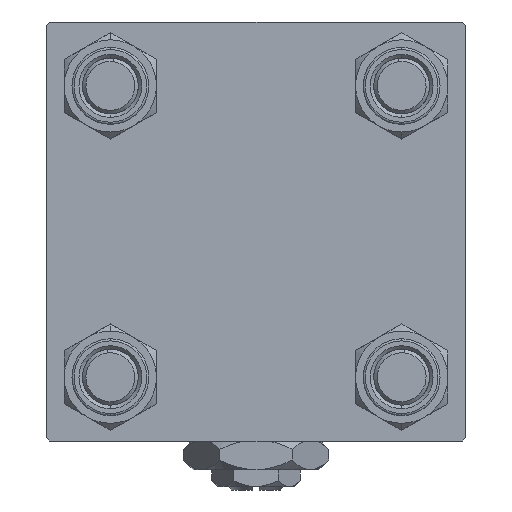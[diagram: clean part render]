
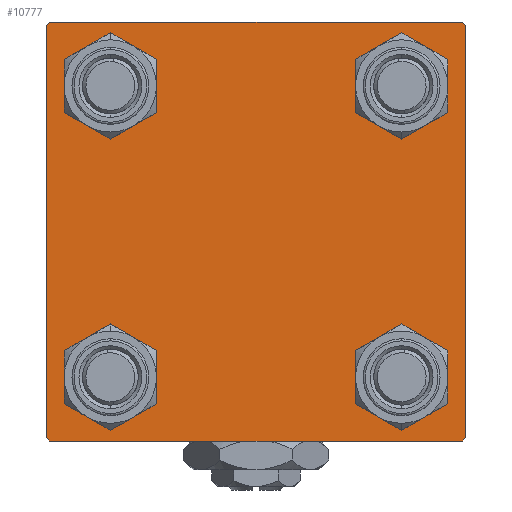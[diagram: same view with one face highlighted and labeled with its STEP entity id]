
A CAD part, left-side view. The second image highlights one B-rep face of the part: STEP entity #10777.
In plain terms, the highlighted planar face has unit normal (-1, 0, 0).
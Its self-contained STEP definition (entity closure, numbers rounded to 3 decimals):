
#147 = VECTOR ( 'NONE', #32487, 1000. ) ;
#593 = VECTOR ( 'NONE', #28997, 1000. ) ;
#798 = EDGE_CURVE ( 'NONE', #17498, #38224, #4987, .T. ) ;
#2517 = AXIS2_PLACEMENT_3D ( 'NONE', #29764, #50292, #25442 ) ;
#3949 = VERTEX_POINT ( 'NONE', #25772 ) ;
#3983 = DIRECTION ( 'NONE',  ( 1., 0., 0. ) ) ;
#4065 = VECTOR ( 'NONE', #49872, 1000. ) ;
#4088 = ORIENTED_EDGE ( 'NONE', *, *, #37657, .T. ) ;
#4795 = VERTEX_POINT ( 'NONE', #48468 ) ;
#4987 = LINE ( 'NONE', #16910, #4065 ) ;
#5360 = CARTESIAN_POINT ( 'NONE',  ( 0., 30., 29.5 ) ) ;
#5430 = CARTESIAN_POINT ( 'NONE',  ( 0., -20.85, -25.35 ) ) ;
#5554 = DIRECTION ( 'NONE',  ( 1., 0., 0. ) ) ;
#5781 = CARTESIAN_POINT ( 'NONE',  ( 0., -20.85, 20.85 ) ) ;
#5854 = LINE ( 'NONE', #22368, #19253 ) ;
#6325 = CARTESIAN_POINT ( 'NONE',  ( 0., 29.5, -30. ) ) ;
#6446 = AXIS2_PLACEMENT_3D ( 'NONE', #14209, #30709, #19088 ) ;
#6547 = CARTESIAN_POINT ( 'NONE',  ( 0., -20.85, -16.35 ) ) ;
#6549 = ORIENTED_EDGE ( 'NONE', *, *, #28768, .T. ) ;
#6601 = VECTOR ( 'NONE', #14759, 1000. ) ;
#6936 = DIRECTION ( 'NONE',  ( 0., -1., 0. ) ) ;
#7018 = DIRECTION ( 'NONE',  ( 0., 0., 1. ) ) ;
#8479 = EDGE_CURVE ( 'NONE', #23985, #45883, #44137, .T. ) ;
#9005 = VERTEX_POINT ( 'NONE', #14311 ) ;
#9454 = DIRECTION ( 'NONE',  ( 0., 0., 1. ) ) ;
#10074 = ORIENTED_EDGE ( 'NONE', *, *, #38069, .T. ) ;
#10432 = CIRCLE ( 'NONE', #37230, 4.5 ) ;
#10777 = ADVANCED_FACE ( 'NONE', ( #44601, #44865, #40024, #12148, #44067 ), #15669, .T. ) ;
#11617 = DIRECTION ( 'NONE',  ( 0., 0., 1. ) ) ;
#12112 = EDGE_CURVE ( 'NONE', #3949, #38224, #35932, .T. ) ;
#12148 = FACE_BOUND ( 'NONE', #32956, .T. ) ;
#12182 = CARTESIAN_POINT ( 'NONE',  ( 0., 29.75, 29.75 ) ) ;
#13824 = ORIENTED_EDGE ( 'NONE', *, *, #33289, .T. ) ;
#14078 = VECTOR ( 'NONE', #26403, 1000. ) ;
#14209 = CARTESIAN_POINT ( 'NONE',  ( 0., 20.85, 20.85 ) ) ;
#14311 = CARTESIAN_POINT ( 'NONE',  ( 0., 20.85, 25.35 ) ) ;
#14759 = DIRECTION ( 'NONE',  ( 0., 0.707, 0.707 ) ) ;
#14778 = VERTEX_POINT ( 'NONE', #24499 ) ;
#14795 = CARTESIAN_POINT ( 'NONE',  ( 0., 20.85, 16.35 ) ) ;
#15669 = PLANE ( 'NONE',  #16416 ) ;
#16305 = CIRCLE ( 'NONE', #2517, 4.5 ) ;
#16416 = AXIS2_PLACEMENT_3D ( 'NONE', #45139, #32180, #7018 ) ;
#16535 = EDGE_CURVE ( 'NONE', #29507, #38149, #16305, .T. ) ;
#16753 = EDGE_CURVE ( 'NONE', #45883, #23985, #46509, .T. ) ;
#16910 = CARTESIAN_POINT ( 'NONE',  ( 0., -30., 30. ) ) ;
#16934 = CARTESIAN_POINT ( 'NONE',  ( 0., -20.85, -20.85 ) ) ;
#17498 = VERTEX_POINT ( 'NONE', #46258 ) ;
#17591 = CARTESIAN_POINT ( 'NONE',  ( 0., 20.85, -20.85 ) ) ;
#17742 = CARTESIAN_POINT ( 'NONE',  ( 0., 20.85, 20.85 ) ) ;
#18645 = VERTEX_POINT ( 'NONE', #5360 ) ;
#19088 = DIRECTION ( 'NONE',  ( 0., 0., 1. ) ) ;
#19253 = VECTOR ( 'NONE', #31023, 1000. ) ;
#20175 = CIRCLE ( 'NONE', #25323, 4.5 ) ;
#20617 = LINE ( 'NONE', #29791, #593 ) ;
#20986 = EDGE_CURVE ( 'NONE', #4795, #14778, #10432, .T. ) ;
#21314 = ORIENTED_EDGE ( 'NONE', *, *, #50507, .T. ) ;
#21745 = ORIENTED_EDGE ( 'NONE', *, *, #12112, .T. ) ;
#22368 = CARTESIAN_POINT ( 'NONE',  ( 0., 30., 30. ) ) ;
#22606 = CARTESIAN_POINT ( 'NONE',  ( 0., -29.75, 29.75 ) ) ;
#22868 = CIRCLE ( 'NONE', #6446, 4.5 ) ;
#22888 = ORIENTED_EDGE ( 'NONE', *, *, #41436, .T. ) ;
#23985 = VERTEX_POINT ( 'NONE', #53362 ) ;
#24356 = EDGE_CURVE ( 'NONE', #14778, #4795, #24428, .T. ) ;
#24428 = CIRCLE ( 'NONE', #39078, 4.5 ) ;
#24499 = CARTESIAN_POINT ( 'NONE',  ( 0., 20.85, -16.35 ) ) ;
#25317 = DIRECTION ( 'NONE',  ( 1., 0., 0. ) ) ;
#25323 = AXIS2_PLACEMENT_3D ( 'NONE', #17742, #5554, #30163 ) ;
#25442 = DIRECTION ( 'NONE',  ( 0., 0., 1. ) ) ;
#25772 = CARTESIAN_POINT ( 'NONE',  ( 0., -29.5, -30. ) ) ;
#26403 = DIRECTION ( 'NONE',  ( 0., -1., 0. ) ) ;
#26729 = EDGE_LOOP ( 'NONE', ( #45741, #40953 ) ) ;
#27331 = EDGE_CURVE ( 'NONE', #30758, #18645, #49210, .T. ) ;
#27735 = VECTOR ( 'NONE', #6936, 1000. ) ;
#28246 = EDGE_LOOP ( 'NONE', ( #40795, #22888 ) ) ;
#28768 = EDGE_CURVE ( 'NONE', #18645, #52266, #5854, .T. ) ;
#28788 = VERTEX_POINT ( 'NONE', #14795 ) ;
#28843 = DIRECTION ( 'NONE',  ( 0., 0., 1. ) ) ;
#28997 = DIRECTION ( 'NONE',  ( 0., -0.707, -0.707 ) ) ;
#29043 = ORIENTED_EDGE ( 'NONE', *, *, #41907, .F. ) ;
#29233 = ORIENTED_EDGE ( 'NONE', *, *, #50386, .T. ) ;
#29507 = VERTEX_POINT ( 'NONE', #6547 ) ;
#29764 = CARTESIAN_POINT ( 'NONE',  ( 0., -20.85, -20.85 ) ) ;
#29791 = CARTESIAN_POINT ( 'NONE',  ( 0., 29.75, -29.75 ) ) ;
#29888 = EDGE_LOOP ( 'NONE', ( #30697, #42022 ) ) ;
#30163 = DIRECTION ( 'NONE',  ( 0., 0., 1. ) ) ;
#30360 = VERTEX_POINT ( 'NONE', #6325 ) ;
#30697 = ORIENTED_EDGE ( 'NONE', *, *, #16753, .T. ) ;
#30709 = DIRECTION ( 'NONE',  ( 1., 0., 0. ) ) ;
#30758 = VERTEX_POINT ( 'NONE', #49220 ) ;
#31023 = DIRECTION ( 'NONE',  ( 0., 0., -1. ) ) ;
#31492 = DIRECTION ( 'NONE',  ( 1., 0., 0. ) ) ;
#32180 = DIRECTION ( 'NONE',  ( -1., 0., 0. ) ) ;
#32456 = LINE ( 'NONE', #43979, #27735 ) ;
#32487 = DIRECTION ( 'NONE',  ( 0., 0.707, -0.707 ) ) ;
#32762 = AXIS2_PLACEMENT_3D ( 'NONE', #52979, #36493, #11617 ) ;
#32956 = EDGE_LOOP ( 'NONE', ( #13824, #29233 ) ) ;
#33289 = EDGE_CURVE ( 'NONE', #9005, #28788, #22868, .T. ) ;
#33613 = ORIENTED_EDGE ( 'NONE', *, *, #798, .F. ) ;
#33725 = CARTESIAN_POINT ( 'NONE',  ( 0., 30., -30. ) ) ;
#33775 = CIRCLE ( 'NONE', #52763, 4.5 ) ;
#34562 = CARTESIAN_POINT ( 'NONE',  ( 0., -29.5, 30. ) ) ;
#35584 = VECTOR ( 'NONE', #39728, 1000. ) ;
#35767 = EDGE_LOOP ( 'NONE', ( #6549, #10074, #21314, #21745, #33613, #4088, #29043, #53048 ) ) ;
#35932 = LINE ( 'NONE', #51343, #35584 ) ;
#36493 = DIRECTION ( 'NONE',  ( 1., 0., 0. ) ) ;
#36977 = DIRECTION ( 'NONE',  ( 0., 0., 1. ) ) ;
#37230 = AXIS2_PLACEMENT_3D ( 'NONE', #41045, #3983, #36977 ) ;
#37595 = CARTESIAN_POINT ( 'NONE',  ( 0., 30., -29.5 ) ) ;
#37657 = EDGE_CURVE ( 'NONE', #17498, #38435, #43134, .T. ) ;
#38069 = EDGE_CURVE ( 'NONE', #52266, #30360, #20617, .T. ) ;
#38149 = VERTEX_POINT ( 'NONE', #5430 ) ;
#38224 = VERTEX_POINT ( 'NONE', #44356 ) ;
#38435 = VERTEX_POINT ( 'NONE', #34562 ) ;
#39078 = AXIS2_PLACEMENT_3D ( 'NONE', #17591, #50554, #9454 ) ;
#39728 = DIRECTION ( 'NONE',  ( 0., -0.707, 0.707 ) ) ;
#39828 = AXIS2_PLACEMENT_3D ( 'NONE', #5781, #31492, #50931 ) ;
#40024 = FACE_BOUND ( 'NONE', #26729, .T. ) ;
#40795 = ORIENTED_EDGE ( 'NONE', *, *, #16535, .T. ) ;
#40953 = ORIENTED_EDGE ( 'NONE', *, *, #20986, .T. ) ;
#41045 = CARTESIAN_POINT ( 'NONE',  ( 0., 20.85, -20.85 ) ) ;
#41436 = EDGE_CURVE ( 'NONE', #38149, #29507, #33775, .T. ) ;
#41907 = EDGE_CURVE ( 'NONE', #30758, #38435, #32456, .T. ) ;
#42022 = ORIENTED_EDGE ( 'NONE', *, *, #8479, .T. ) ;
#43134 = LINE ( 'NONE', #22606, #6601 ) ;
#43979 = CARTESIAN_POINT ( 'NONE',  ( 0., 30., 30. ) ) ;
#44067 = FACE_OUTER_BOUND ( 'NONE', #35767, .T. ) ;
#44137 = CIRCLE ( 'NONE', #39828, 4.5 ) ;
#44356 = CARTESIAN_POINT ( 'NONE',  ( 0., -30., -29.5 ) ) ;
#44601 = FACE_BOUND ( 'NONE', #29888, .T. ) ;
#44865 = FACE_BOUND ( 'NONE', #28246, .T. ) ;
#45139 = CARTESIAN_POINT ( 'NONE',  ( 0., 0., 0. ) ) ;
#45741 = ORIENTED_EDGE ( 'NONE', *, *, #24356, .T. ) ;
#45883 = VERTEX_POINT ( 'NONE', #47969 ) ;
#46258 = CARTESIAN_POINT ( 'NONE',  ( 0., -30., 29.5 ) ) ;
#46509 = CIRCLE ( 'NONE', #32762, 4.5 ) ;
#47969 = CARTESIAN_POINT ( 'NONE',  ( 0., -20.85, 25.35 ) ) ;
#48468 = CARTESIAN_POINT ( 'NONE',  ( 0., 20.85, -25.35 ) ) ;
#49210 = LINE ( 'NONE', #12182, #147 ) ;
#49220 = CARTESIAN_POINT ( 'NONE',  ( 0., 29.5, 30. ) ) ;
#49872 = DIRECTION ( 'NONE',  ( 0., 0., -1. ) ) ;
#50292 = DIRECTION ( 'NONE',  ( 1., 0., 0. ) ) ;
#50386 = EDGE_CURVE ( 'NONE', #28788, #9005, #20175, .T. ) ;
#50507 = EDGE_CURVE ( 'NONE', #30360, #3949, #50992, .T. ) ;
#50554 = DIRECTION ( 'NONE',  ( 1., 0., 0. ) ) ;
#50931 = DIRECTION ( 'NONE',  ( 0., 0., 1. ) ) ;
#50992 = LINE ( 'NONE', #33725, #14078 ) ;
#51343 = CARTESIAN_POINT ( 'NONE',  ( 0., -29.75, -29.75 ) ) ;
#52266 = VERTEX_POINT ( 'NONE', #37595 ) ;
#52763 = AXIS2_PLACEMENT_3D ( 'NONE', #16934, #25317, #28843 ) ;
#52979 = CARTESIAN_POINT ( 'NONE',  ( 0., -20.85, 20.85 ) ) ;
#53048 = ORIENTED_EDGE ( 'NONE', *, *, #27331, .T. ) ;
#53362 = CARTESIAN_POINT ( 'NONE',  ( 0., -20.85, 16.35 ) ) ;
